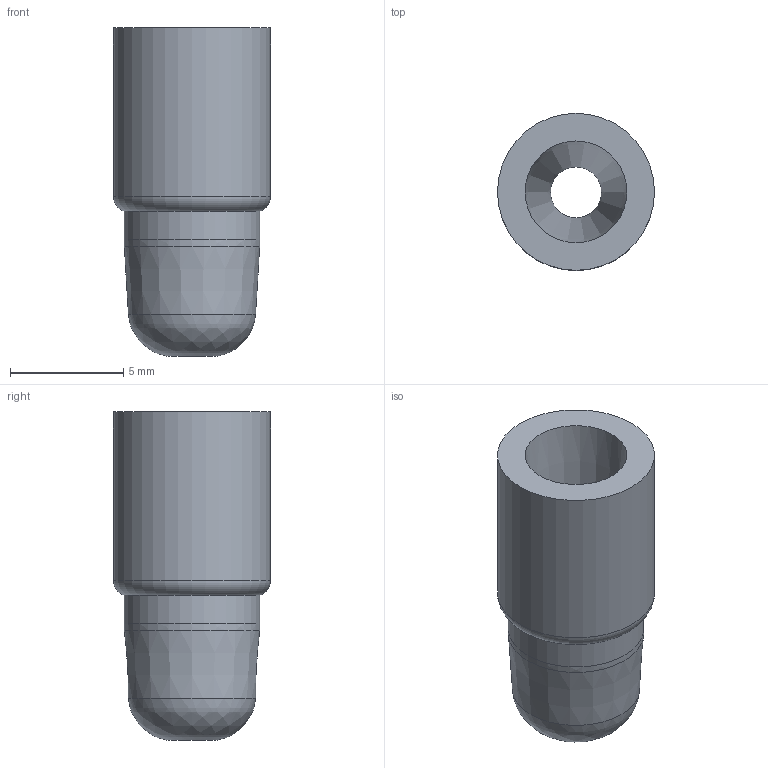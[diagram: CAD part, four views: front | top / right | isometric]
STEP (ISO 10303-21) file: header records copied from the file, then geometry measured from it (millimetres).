
FILE_DESCRIPTION(/* description */ (''),/* implementation_level */ '2;1');
FILE_NAME(/* name */ 'Tips Adapter.step',/* time_stamp */ '2025-12-10T12:28:07Z',/* author */ (''),/* organization */ (''),/* preprocessor_version */ 'ST-DEVELOPER v20.1',/* originating_system */ 'Autodesk Translation Framework v14.21.0.0',/* authorisation */ '');
FILE_SCHEMA (('AUTOMOTIVE_DESIGN { 1 0 10303 214 3 1 1 }'));
Length unit declared in the file: millimetre
Products named in the file (1): 2025-11-17-14-35-30-791
Bounding box: 6.94 x 6.94 x 14.5 mm (x, y, z)
Volume: 327.1 mm3; surface area: 477.4 mm2
Topology: 1 solids, 1 shells, 8 faces, 20 edges, 13 vertices
Faces by surface type: bspline 2, cone 2, cylinder 2, torus 1, plane 1
Full cylindrical faces by diameter (mm): 6 x1, 6.94 x1
Entity records: 333 total; most frequent: CARTESIAN_POINT 94, DIRECTION 50, ORIENTED_EDGE 40, AXIS2_PLACEMENT_3D 23, EDGE_CURVE 20, CIRCLE 16, VERTEX_POINT 13, EDGE_LOOP 9
